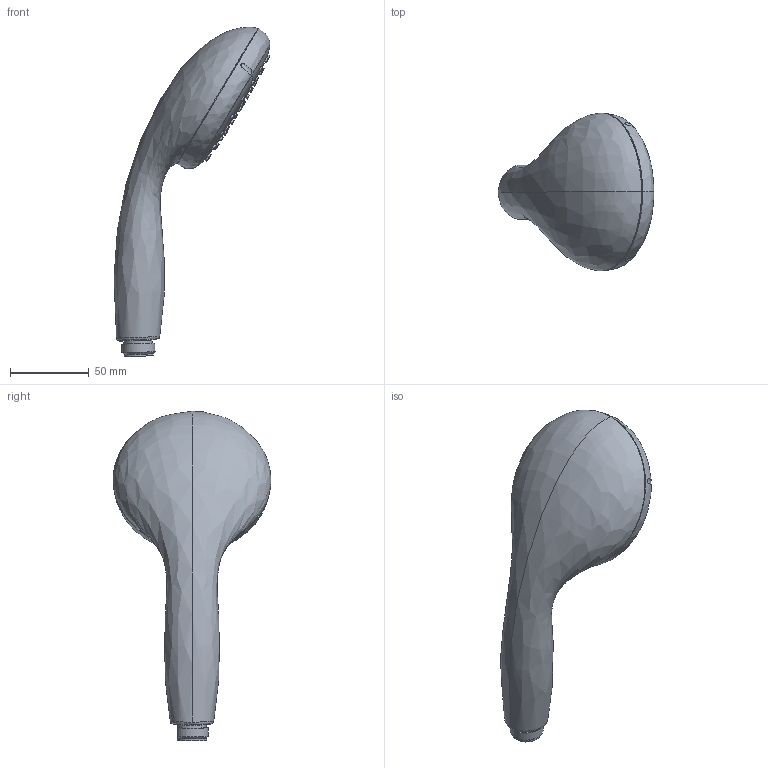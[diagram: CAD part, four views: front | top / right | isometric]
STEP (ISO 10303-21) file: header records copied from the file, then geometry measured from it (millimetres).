
FILE_DESCRIPTION(/* description */ ('Unknown'),/* implementation_level */ '2;1');
FILE_NAME(/* name */ '27852000',/* time_stamp */ '2022-09-08T17:41:58+02:00',/* author */ ('Unknown'),/* organization */ ('GROHE AG'),/* preprocessor_version */ 'ST-DEVELOPER v16.7',/* originating_system */ 'DEX',/* authorisation */ $);
FILE_SCHEMA (('AUTOMOTIVE_DESIGN {1 0 10303 214 3 1 1}'));
Length unit declared in the file: millimetre
Products named in the file (6): 27852000; id11; DF_REVOL; extrude#; Housing; trim_sur
Assembly tree (5 placements, depth 2):
  27852000
    id11
    DF_REVOL
    extrude#
    Housing
    trim_sur
Bounding box: 98.77 x 100.03 x 208.69 mm (x, y, z)
Surface area: 39282.9 mm2 (no closed solid volume)
Topology: 0 solids, 56 shells, 133 faces, 376 edges, 281 vertices
Faces by surface type: bspline 69, cylinder 55, plane 7, cone 2
Full cylindrical faces by diameter (mm): 2.8 x52, 18.2 x1, 18.4 x1
Entity records: 8542 total; most frequent: CARTESIAN_POINT 5876, ORIENTED_EDGE 383, EDGE_CURVE 263, B_SPLINE_CURVE_WITH_KNOTS 250, FACE_BOUND 228, VERTEX_POINT 227, EDGE_LOOP 227, DIRECTION 160
